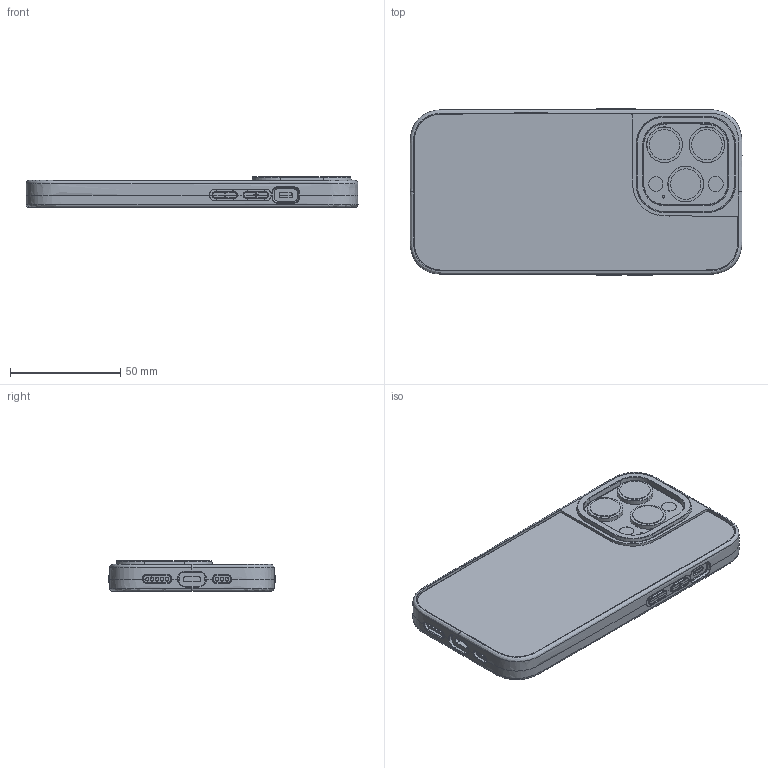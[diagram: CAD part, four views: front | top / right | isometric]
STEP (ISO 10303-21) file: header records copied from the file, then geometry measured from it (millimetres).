
FILE_DESCRIPTION((''),'2;1');
FILE_NAME('14P_ASM','2025-06-12T',('Administrator'),(''),'PRO/ENGINEER BY PARAMETRIC TECHNOLOGY CORPORATION, 2015240','PRO/ENGINEER BY PARAMETRIC TECHNOLOGY CORPORATION, 2015240','');
FILE_SCHEMA(('AUTOMOTIVE_DESIGN_CC2 { 1 2 10303 214 -1 1 5 2 }'));
Products named in the file (5): IPHONE14-61PRO-1-23_29; IP14-PRO-PC-1-23_16; IP-14PRO-JX; _KEJIANG_IP15-PRO-MAX___15PRO-7; 14P_ASM
Assembly tree (4 placements, depth 2):
  14P_ASM
    IPHONE14-61PRO-1-23_29
    IP14-PRO-PC-1-23_16
    IP-14PRO-JX
    _KEJIANG_IP15-PRO-MAX___15PRO-7
Bounding box: 150.77 x 75.78 x 13.96 mm (x, y, z)
Volume: 109500.2 mm3; surface area: 60419.4 mm2
Topology: 4 solids, 4 shells, 811 faces, 2098 edges, 1338 vertices
Faces by surface type: plane 275, cylinder 202, cone 106, bspline 103, torus 65, extrusion 60
Entity records: 50393 total; most frequent: CARTESIAN_POINT 29292, ORIENTED_EDGE 4196, DIRECTION 3463, EDGE_CURVE 2098, VERTEX_POINT 1338, AXIS2_PLACEMENT_3D 1233, VECTOR 997, LINE 937
